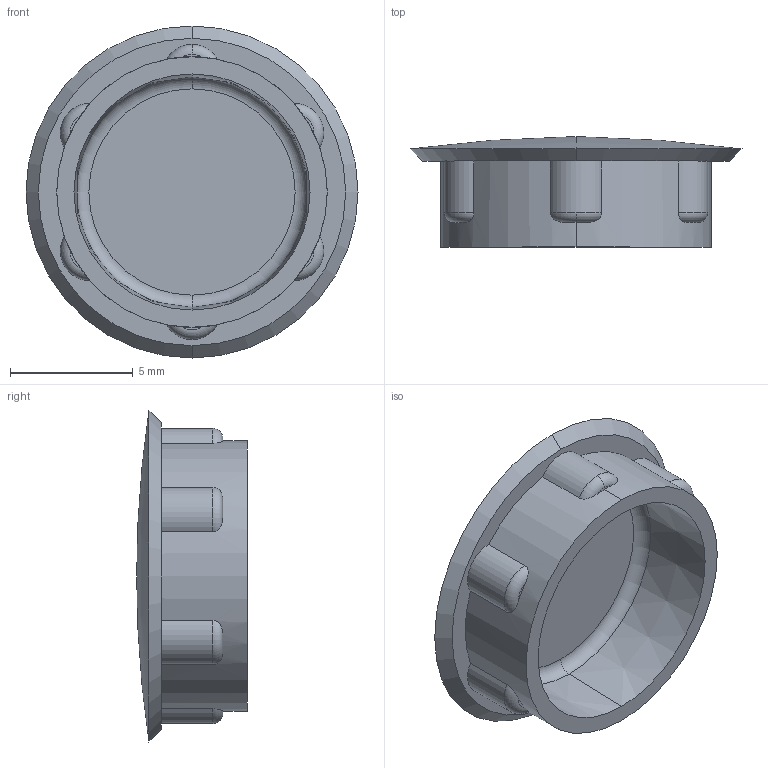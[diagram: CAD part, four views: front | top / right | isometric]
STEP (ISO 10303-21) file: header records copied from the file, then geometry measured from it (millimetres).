
FILE_DESCRIPTION (( 'STEP AP214' ), '1' );
FILE_NAME ('402525203.STEP', '2014-02-21T13:45:34', ( '' ), ( '' ), 'SwSTEP 2.0', 'SolidWorks 2014', '' );
FILE_SCHEMA (( 'AUTOMOTIVE_DESIGN' ));
Length unit declared in the file: millimetre
Products named in the file (1): 402525203
Bounding box: 13.5 x 4.5 x 13.5 mm (x, y, z)
Volume: 200.1 mm3; surface area: 515.2 mm2
Topology: 1 solids, 1 shells, 33 faces, 84 edges, 55 vertices
Faces by surface type: cylinder 9, torus 9, plane 9, cone 4, sphere 2
Entity records: 1145 total; most frequent: CARTESIAN_POINT 281, DIRECTION 193, ORIENTED_EDGE 168, AXIS2_PLACEMENT_3D 87, EDGE_CURVE 84, VERTEX_POINT 55, CIRCLE 53, EDGE_LOOP 35
